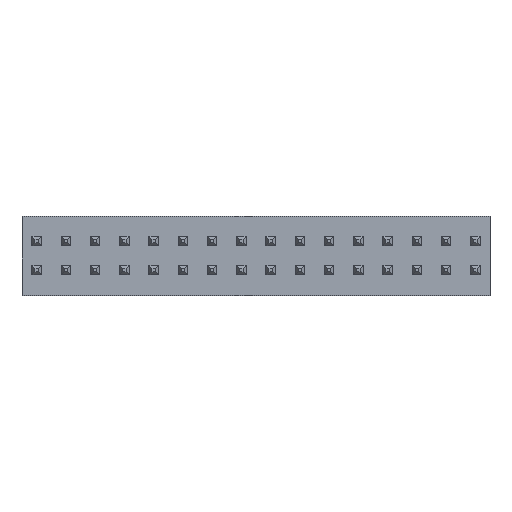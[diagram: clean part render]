
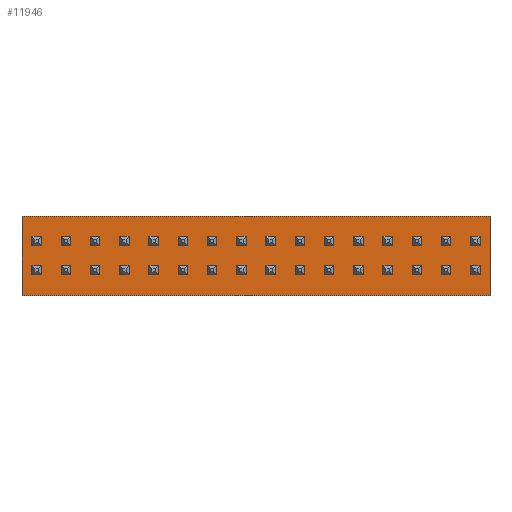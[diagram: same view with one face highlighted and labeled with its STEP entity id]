
A CAD part, top view. The second image highlights one B-rep face of the part: STEP entity #11946.
In plain terms, the highlighted face is planar.
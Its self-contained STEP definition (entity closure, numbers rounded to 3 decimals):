
#11814 = EDGE_CURVE('',#11815,#11817,#11819,.T.);
#11815 = VERTEX_POINT('',#11816);
#11816 = CARTESIAN_POINT('',(-10.16,1.778,-1.715));
#11817 = VERTEX_POINT('',#11818);
#11818 = CARTESIAN_POINT('',(-10.16,1.778,1.715));
#11819 = LINE('',#11820,#11821);
#11820 = CARTESIAN_POINT('',(-10.16,1.778,-1.715));
#11821 = VECTOR('',#11822,1.);
#11822 = DIRECTION('',(0.,0.,1.));
#11854 = EDGE_CURVE('',#11817,#11855,#11857,.T.);
#11855 = VERTEX_POINT('',#11856);
#11856 = CARTESIAN_POINT('',(10.16,1.778,1.715));
#11857 = LINE('',#11858,#11859);
#11858 = CARTESIAN_POINT('',(-10.16,1.778,1.715));
#11859 = VECTOR('',#11860,1.);
#11860 = DIRECTION('',(1.,0.,0.));
#11885 = EDGE_CURVE('',#11855,#11886,#11888,.T.);
#11886 = VERTEX_POINT('',#11887);
#11887 = CARTESIAN_POINT('',(10.16,1.778,-1.715));
#11888 = LINE('',#11889,#11890);
#11889 = CARTESIAN_POINT('',(10.16,1.778,1.715));
#11890 = VECTOR('',#11891,1.);
#11891 = DIRECTION('',(0.,0.,-1.));
#11916 = EDGE_CURVE('',#11886,#11815,#11917,.T.);
#11917 = LINE('',#11918,#11919);
#11918 = CARTESIAN_POINT('',(10.16,1.778,-1.715));
#11919 = VECTOR('',#11920,1.);
#11920 = DIRECTION('',(-1.,0.,0.));
#11946 = ADVANCED_FACE('',(#11947),#11953,.T.);
#11947 = FACE_BOUND('',#11948,.T.);
#11948 = EDGE_LOOP('',(#11949,#11950,#11951,#11952));
#11949 = ORIENTED_EDGE('',*,*,#11814,.T.);
#11950 = ORIENTED_EDGE('',*,*,#11854,.T.);
#11951 = ORIENTED_EDGE('',*,*,#11885,.T.);
#11952 = ORIENTED_EDGE('',*,*,#11916,.T.);
#11953 = PLANE('',#11954);
#11954 = AXIS2_PLACEMENT_3D('',#11955,#11956,#11957);
#11955 = CARTESIAN_POINT('',(0.,1.778,0.));
#11956 = DIRECTION('',(0.,1.,0.));
#11957 = DIRECTION('',(0.,-0.,1.));
